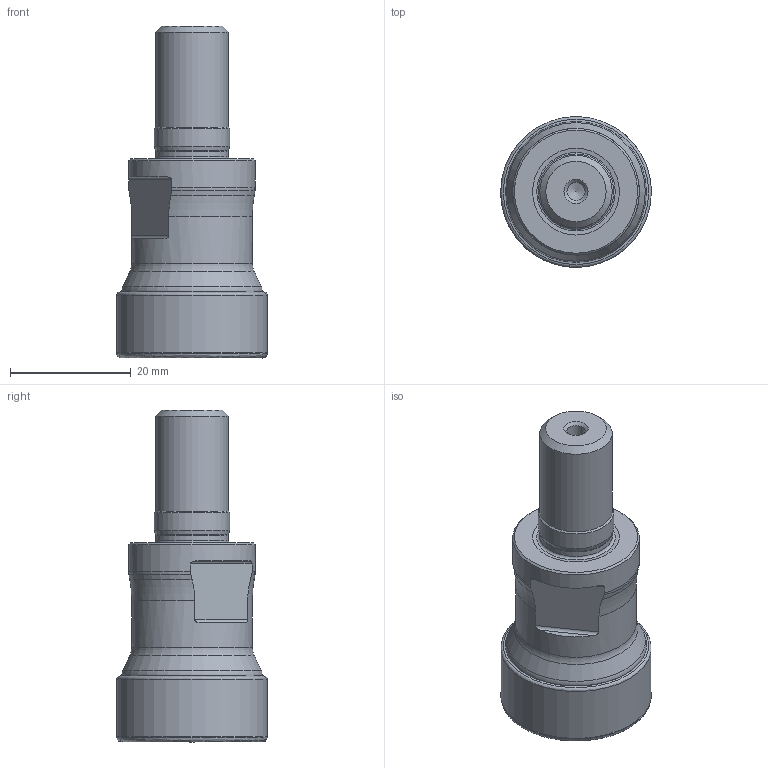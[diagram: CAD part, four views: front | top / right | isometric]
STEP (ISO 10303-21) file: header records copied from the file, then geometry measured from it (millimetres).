
FILE_DESCRIPTION(/* description */ (''),/* implementation_level */ '2;1');
FILE_NAME(/* name */ '202755256ndi000_00.stp',/* time_stamp */ '2019-12-13T08:20:45+01:00',/* author */ (''),/* organization */ (''),/* preprocessor_version */ 'ST-DEVELOPER v16.7',/* originating_system */ 'SIEMENS PLM Software NX 12.0',/* authorisation */ '');
FILE_SCHEMA (('AUTOMOTIVE_DESIGN { 1 0 10303 214 3 1 1 1 }'));
Length unit declared in the file: millimetre
Products named in the file (1): mp5409508212fwew
Bounding box: 24.94 x 24.94 x 55 mm (x, y, z)
Volume: 17560 mm3; surface area: 5986.8 mm2
Topology: 2 solids, 2 shells, 67 faces, 152 edges, 89 vertices
Faces by surface type: revolution 18, cone 17, torus 11, cylinder 11, plane 10
Full cylindrical faces by diameter (mm): 3 x1, 12 x1, 12.1 x1, 12.5 x1, 20 x1, 21 x1, 23.332 x1
Entity records: 1911 total; most frequent: CARTESIAN_POINT 615, DIRECTION 252, ORIENTED_EDGE 194, EDGE_LOOP 116, AXIS2_PLACEMENT_3D 109, FACE_BOUND 100, EDGE_CURVE 97, VERTEX_POINT 82
